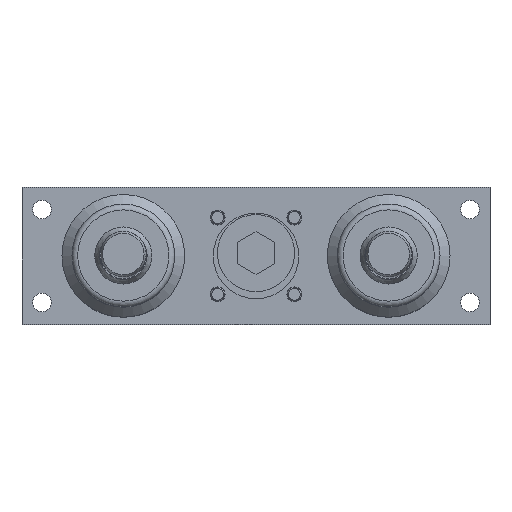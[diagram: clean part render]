
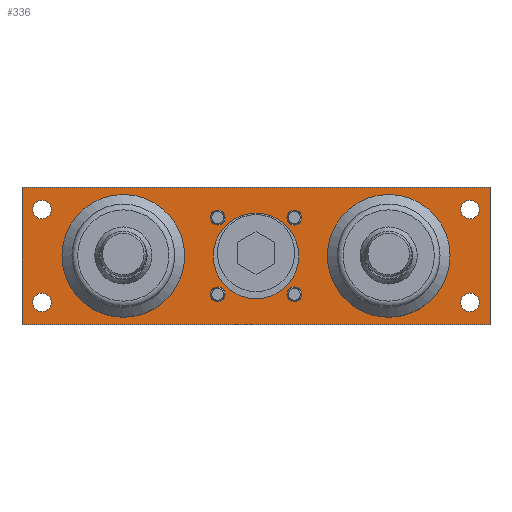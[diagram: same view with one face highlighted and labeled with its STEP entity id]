
A CAD part, top view. The second image highlights one B-rep face of the part: STEP entity #336.
In plain terms, the highlighted planar face has unit normal (0, 0, 1).
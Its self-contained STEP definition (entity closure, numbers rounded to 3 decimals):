
#336 = ADVANCED_FACE( '', ( #902, #903, #904, #905, #906, #907, #908, #909, #910, #911, #912, #913 ), #914, .F. );
#902 = FACE_BOUND( '', #1875, .T. );
#903 = FACE_OUTER_BOUND( '', #1876, .T. );
#904 = FACE_BOUND( '', #1877, .T. );
#905 = FACE_BOUND( '', #1878, .T. );
#906 = FACE_BOUND( '', #1879, .T. );
#907 = FACE_BOUND( '', #1880, .T. );
#908 = FACE_BOUND( '', #1881, .T. );
#909 = FACE_BOUND( '', #1882, .T. );
#910 = FACE_BOUND( '', #1883, .T. );
#911 = FACE_BOUND( '', #1884, .T. );
#912 = FACE_BOUND( '', #1885, .T. );
#913 = FACE_BOUND( '', #1886, .T. );
#914 = PLANE( '', #1887 );
#1875 = EDGE_LOOP( '', ( #2890 ) );
#1876 = EDGE_LOOP( '', ( #2891, #2892, #2893, #2894 ) );
#1877 = EDGE_LOOP( '', ( #2895 ) );
#1878 = EDGE_LOOP( '', ( #2896 ) );
#1879 = EDGE_LOOP( '', ( #2897 ) );
#1880 = EDGE_LOOP( '', ( #2898 ) );
#1881 = EDGE_LOOP( '', ( #2899 ) );
#1882 = EDGE_LOOP( '', ( #2900 ) );
#1883 = EDGE_LOOP( '', ( #2901 ) );
#1884 = EDGE_LOOP( '', ( #2902 ) );
#1885 = EDGE_LOOP( '', ( #2903 ) );
#1886 = EDGE_LOOP( '', ( #2904 ) );
#1887 = AXIS2_PLACEMENT_3D( '', #2905, #2906, #2907 );
#2890 = ORIENTED_EDGE( '', *, *, #4674, .T. );
#2891 = ORIENTED_EDGE( '', *, *, #4675, .F. );
#2892 = ORIENTED_EDGE( '', *, *, #4676, .F. );
#2893 = ORIENTED_EDGE( '', *, *, #4677, .F. );
#2894 = ORIENTED_EDGE( '', *, *, #4647, .F. );
#2895 = ORIENTED_EDGE( '', *, *, #4678, .T. );
#2896 = ORIENTED_EDGE( '', *, *, #4679, .F. );
#2897 = ORIENTED_EDGE( '', *, *, #4680, .F. );
#2898 = ORIENTED_EDGE( '', *, *, #4681, .T. );
#2899 = ORIENTED_EDGE( '', *, *, #4682, .T. );
#2900 = ORIENTED_EDGE( '', *, *, #4683, .T. );
#2901 = ORIENTED_EDGE( '', *, *, #4684, .T. );
#2902 = ORIENTED_EDGE( '', *, *, #4685, .T. );
#2903 = ORIENTED_EDGE( '', *, *, #4686, .T. );
#2904 = ORIENTED_EDGE( '', *, *, #4687, .F. );
#2905 = CARTESIAN_POINT( '', ( -82., 24., 10.8 ) );
#2906 = DIRECTION( '', ( 0., 0., -1. ) );
#2907 = DIRECTION( '', ( 0., 1., 0. ) );
#4647 = EDGE_CURVE( '', #5350, #5352, #5353, .T. );
#4674 = EDGE_CURVE( '', #5397, #5397, #5398, .T. );
#4675 = EDGE_CURVE( '', #5399, #5350, #5400, .T. );
#4676 = EDGE_CURVE( '', #5401, #5399, #5402, .T. );
#4677 = EDGE_CURVE( '', #5352, #5401, #5403, .T. );
#4678 = EDGE_CURVE( '', #5404, #5404, #5405, .T. );
#4679 = EDGE_CURVE( '', #5406, #5406, #5407, .T. );
#4680 = EDGE_CURVE( '', #5408, #5408, #5409, .T. );
#4681 = EDGE_CURVE( '', #5410, #5410, #5411, .T. );
#4682 = EDGE_CURVE( '', #5412, #5412, #5413, .T. );
#4683 = EDGE_CURVE( '', #5414, #5414, #5415, .T. );
#4684 = EDGE_CURVE( '', #5416, #5416, #5417, .T. );
#4685 = EDGE_CURVE( '', #5418, #5418, #5419, .T. );
#4686 = EDGE_CURVE( '', #5420, #5420, #5421, .T. );
#4687 = EDGE_CURVE( '', #5422, #5422, #5423, .T. );
#5350 = VERTEX_POINT( '', #6415 );
#5352 = VERTEX_POINT( '', #6418 );
#5353 = LINE( '', #6419, #6420 );
#5397 = VERTEX_POINT( '', #6544 );
#5398 = CIRCLE( '', #6545, 21.5 );
#5399 = VERTEX_POINT( '', #6546 );
#5400 = LINE( '', #6547, #6548 );
#5401 = VERTEX_POINT( '', #6549 );
#5402 = LINE( '', #6550, #6551 );
#5403 = LINE( '', #6552, #6553 );
#5404 = VERTEX_POINT( '', #6554 );
#5405 = CIRCLE( '', #6555, 3.25 );
#5406 = VERTEX_POINT( '', #6556 );
#5407 = CIRCLE( '', #6557, 3.25 );
#5408 = VERTEX_POINT( '', #6558 );
#5409 = CIRCLE( '', #6559, 3.25 );
#5410 = VERTEX_POINT( '', #6560 );
#5411 = CIRCLE( '', #6561, 3.25 );
#5412 = VERTEX_POINT( '', #6562 );
#5413 = CIRCLE( '', #6563, 2.6 );
#5414 = VERTEX_POINT( '', #6564 );
#5415 = CIRCLE( '', #6565, 2.6 );
#5416 = VERTEX_POINT( '', #6566 );
#5417 = CIRCLE( '', #6567, 2.6 );
#5418 = VERTEX_POINT( '', #6568 );
#5419 = CIRCLE( '', #6569, 2.6 );
#5420 = VERTEX_POINT( '', #6570 );
#5421 = CIRCLE( '', #6571, 14.98 );
#5422 = VERTEX_POINT( '', #6572 );
#5423 = CIRCLE( '', #6573, 21.5 );
#6415 = CARTESIAN_POINT( '', ( -82., 24., 10.8 ) );
#6418 = CARTESIAN_POINT( '', ( 82., 24., 10.8 ) );
#6419 = CARTESIAN_POINT( '', ( -82., 24., 10.8 ) );
#6420 = VECTOR( '', #8009, 1000. );
#6544 = CARTESIAN_POINT( '', ( -68., 0., 10.8 ) );
#6545 = AXIS2_PLACEMENT_3D( '', #8033, #8034, #8035 );
#6546 = CARTESIAN_POINT( '', ( -82., -24., 10.8 ) );
#6547 = CARTESIAN_POINT( '', ( -82., -24., 10.8 ) );
#6548 = VECTOR( '', #8036, 1000. );
#6549 = CARTESIAN_POINT( '', ( 82., -24., 10.8 ) );
#6550 = CARTESIAN_POINT( '', ( 82., -24., 10.8 ) );
#6551 = VECTOR( '', #8037, 1000. );
#6552 = CARTESIAN_POINT( '', ( 82., 24., 10.8 ) );
#6553 = VECTOR( '', #8038, 1000. );
#6554 = CARTESIAN_POINT( '', ( 78.25, 16.25, 10.8 ) );
#6555 = AXIS2_PLACEMENT_3D( '', #8039, #8040, #8041 );
#6556 = CARTESIAN_POINT( '', ( -78.25, 16.25, 10.8 ) );
#6557 = AXIS2_PLACEMENT_3D( '', #8042, #8043, #8044 );
#6558 = CARTESIAN_POINT( '', ( 78.25, -16.25, 10.8 ) );
#6559 = AXIS2_PLACEMENT_3D( '', #8045, #8046, #8047 );
#6560 = CARTESIAN_POINT( '', ( -78.25, -16.25, 10.8 ) );
#6561 = AXIS2_PLACEMENT_3D( '', #8048, #8049, #8050 );
#6562 = CARTESIAN_POINT( '', ( 16.035, 13.435, 10.8 ) );
#6563 = AXIS2_PLACEMENT_3D( '', #8051, #8052, #8053 );
#6564 = CARTESIAN_POINT( '', ( -13.435, 16.035, 10.8 ) );
#6565 = AXIS2_PLACEMENT_3D( '', #8054, #8055, #8056 );
#6566 = CARTESIAN_POINT( '', ( -16.035, -13.435, 10.8 ) );
#6567 = AXIS2_PLACEMENT_3D( '', #8057, #8058, #8059 );
#6568 = CARTESIAN_POINT( '', ( 13.435, -16.035, 10.8 ) );
#6569 = AXIS2_PLACEMENT_3D( '', #8060, #8061, #8062 );
#6570 = CARTESIAN_POINT( '', ( -14.98, 0., 10.8 ) );
#6571 = AXIS2_PLACEMENT_3D( '', #8063, #8064, #8065 );
#6572 = CARTESIAN_POINT( '', ( 68., 0., 10.8 ) );
#6573 = AXIS2_PLACEMENT_3D( '', #8066, #8067, #8068 );
#8009 = DIRECTION( '', ( 1., 0., 0. ) );
#8033 = CARTESIAN_POINT( '', ( -46.5, 0., 10.8 ) );
#8034 = DIRECTION( '', ( 0., 0., -1. ) );
#8035 = DIRECTION( '', ( -1., 0., 0. ) );
#8036 = DIRECTION( '', ( 0., 1., 0. ) );
#8037 = DIRECTION( '', ( -1., 0., 0. ) );
#8038 = DIRECTION( '', ( 0., -1., 0. ) );
#8039 = CARTESIAN_POINT( '', ( 75., 16.25, 10.8 ) );
#8040 = DIRECTION( '', ( 0., 0., -1. ) );
#8041 = DIRECTION( '', ( 1., 0., 0. ) );
#8042 = CARTESIAN_POINT( '', ( -75., 16.25, 10.8 ) );
#8043 = DIRECTION( '', ( 0., 0., 1. ) );
#8044 = DIRECTION( '', ( -1., 0., 0. ) );
#8045 = CARTESIAN_POINT( '', ( 75., -16.25, 10.8 ) );
#8046 = DIRECTION( '', ( 0., 0., 1. ) );
#8047 = DIRECTION( '', ( 1., 0., 0. ) );
#8048 = CARTESIAN_POINT( '', ( -75., -16.25, 10.8 ) );
#8049 = DIRECTION( '', ( 0., 0., -1. ) );
#8050 = DIRECTION( '', ( -1., 0., 0. ) );
#8051 = CARTESIAN_POINT( '', ( 13.435, 13.435, 10.8 ) );
#8052 = DIRECTION( '', ( 0., 0., -1. ) );
#8053 = DIRECTION( '', ( 1., 0., 0. ) );
#8054 = CARTESIAN_POINT( '', ( -13.435, 13.435, 10.8 ) );
#8055 = DIRECTION( '', ( 0., 0., -1. ) );
#8056 = DIRECTION( '', ( 0., 1., 0. ) );
#8057 = CARTESIAN_POINT( '', ( -13.435, -13.435, 10.8 ) );
#8058 = DIRECTION( '', ( 0., 0., -1. ) );
#8059 = DIRECTION( '', ( -1., 0., 0. ) );
#8060 = CARTESIAN_POINT( '', ( 13.435, -13.435, 10.8 ) );
#8061 = DIRECTION( '', ( 0., 0., -1. ) );
#8062 = DIRECTION( '', ( 0., -1., 0. ) );
#8063 = CARTESIAN_POINT( '', ( 0., 0., 10.8 ) );
#8064 = DIRECTION( '', ( 0., 0., -1. ) );
#8065 = DIRECTION( '', ( -1., 0., 0. ) );
#8066 = CARTESIAN_POINT( '', ( 46.5, 0., 10.8 ) );
#8067 = DIRECTION( '', ( 0., 0., 1. ) );
#8068 = DIRECTION( '', ( 1., 0., 0. ) );
